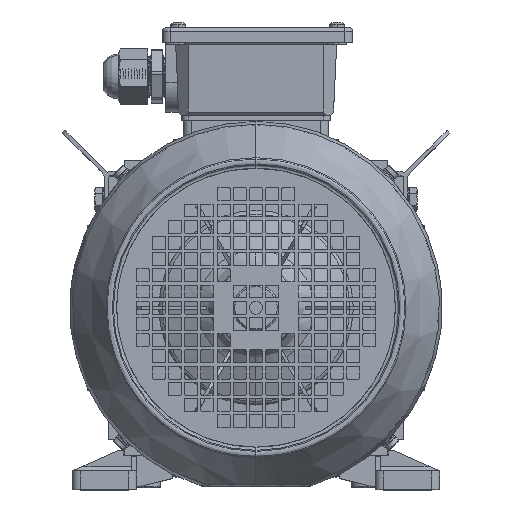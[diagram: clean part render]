
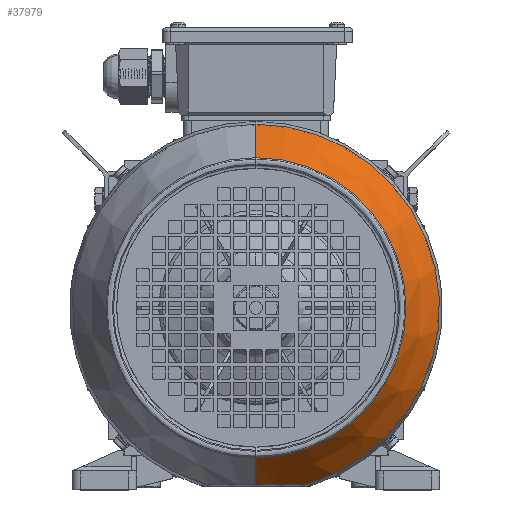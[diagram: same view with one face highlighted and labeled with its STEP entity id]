
A CAD part, top view. The second image highlights one B-rep face of the part: STEP entity #37979.
In plain terms, the highlighted conical face has half-angle 30 degrees and reference radius 113.258 mm.
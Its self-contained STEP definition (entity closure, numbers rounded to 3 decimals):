
#1661 = EDGE_CURVE ( 'NONE', #149482, #66985, #44915, .T. ) ;
#3995 = EDGE_CURVE ( 'NONE', #90426, #128536, #131718, .T. ) ;
#4036 = VERTEX_POINT ( 'NONE', #37293 ) ;
#7835 = ORIENTED_EDGE ( 'NONE', *, *, #3995, .T. ) ;
#7982 = DIRECTION ( 'NONE',  ( 0., -1., 0. ) ) ;
#12065 = AXIS2_PLACEMENT_3D ( 'NONE', #82712, #16963, #7982 ) ;
#12312 = CARTESIAN_POINT ( 'NONE',  ( 2.217, -127.048, 376.432 ) ) ;
#12853 = CARTESIAN_POINT ( 'NONE',  ( 9.387, -127.011, 374.804 ) ) ;
#13627 = LINE ( 'NONE', #145066, #114811 ) ;
#14446 = AXIS2_PLACEMENT_3D ( 'NONE', #142799, #155514, #54872 ) ;
#16963 = DIRECTION ( 'NONE',  ( 0., 0., 1. ) ) ;
#23978 = EDGE_CURVE ( 'NONE', #128536, #66985, #82322, .T. ) ;
#23994 = CARTESIAN_POINT ( 'NONE',  ( -1.939, -127.065, 377.134 ) ) ;
#24534 = CARTESIAN_POINT ( 'NONE',  ( 19.257, -126.923, 370.925 ) ) ;
#37293 = CARTESIAN_POINT ( 'NONE',  ( -10.884, -110.347, 406.709 ) ) ;
#37979 = ADVANCED_FACE ( 'NONE', ( #47727 ), #130937, .T. ) ;
#44915 = LINE ( 'NONE', #99628, #102562 ) ;
#47727 = FACE_OUTER_BOUND ( 'NONE', #160925, .T. ) ;
#49167 = DIRECTION ( 'NONE',  ( 0., -1., 0. ) ) ;
#49415 = CARTESIAN_POINT ( 'NONE',  ( -10.884, -127.079, 377.729 ) ) ;
#50476 = CARTESIAN_POINT ( 'NONE',  ( -10.884, -127.079, 377.729 ) ) ;
#51850 = ORIENTED_EDGE ( 'NONE', *, *, #1661, .F. ) ;
#54061 = EDGE_CURVE ( 'NONE', #149482, #4036, #59516, .T. ) ;
#54872 = DIRECTION ( 'NONE',  ( 0., -1., 0. ) ) ;
#59516 = CIRCLE ( 'NONE', #109962, 92.598 ) ;
#61195 = CARTESIAN_POINT ( 'NONE',  ( -10.884, 74.849, 406.709 ) ) ;
#61595 = CARTESIAN_POINT ( 'NONE',  ( 4.301, -127.038, 375.982 ) ) ;
#61933 = CARTESIAN_POINT ( 'NONE',  ( -10.884, -17.749, 406.709 ) ) ;
#63206 = CARTESIAN_POINT ( 'NONE',  ( 4.381, -127.038, 375.963 ) ) ;
#63752 = CARTESIAN_POINT ( 'NONE',  ( -0.661, -127.06, 376.948 ) ) ;
#66985 = VERTEX_POINT ( 'NONE', #109100 ) ;
#67219 = CARTESIAN_POINT ( 'NONE',  ( 19.257, -126.923, 370.925 ) ) ;
#68758 = DIRECTION ( 'NONE',  ( 0., -0.5, -0.866 ) ) ;
#73766 = CARTESIAN_POINT ( 'NONE',  ( 1.257, -127.053, 376.614 ) ) ;
#82322 = CIRCLE ( 'NONE', #12065, 113.258 ) ;
#82712 = CARTESIAN_POINT ( 'NONE',  ( -10.884, -17.749, 370.925 ) ) ;
#83320 = EDGE_CURVE ( 'NONE', #4036, #90426, #13627, .T. ) ;
#85681 = DIRECTION ( 'NONE',  ( 0., 0., -1. ) ) ;
#90426 = VERTEX_POINT ( 'NONE', #49415 ) ;
#92450 = ORIENTED_EDGE ( 'NONE', *, *, #83320, .T. ) ;
#99628 = CARTESIAN_POINT ( 'NONE',  ( -10.884, 95.509, 370.925 ) ) ;
#101257 = DIRECTION ( 'NONE',  ( 0., 0.5, -0.866 ) ) ;
#102562 = VECTOR ( 'NONE', #101257, 1000. ) ;
#109100 = CARTESIAN_POINT ( 'NONE',  ( -10.884, 95.509, 370.925 ) ) ;
#109962 = AXIS2_PLACEMENT_3D ( 'NONE', #61933, #85681, #49167 ) ;
#111929 = CARTESIAN_POINT ( 'NONE',  ( 3.339, -127.043, 376.197 ) ) ;
#113038 = CARTESIAN_POINT ( 'NONE',  ( 4.423, -127.037, 375.953 ) ) ;
#113594 = CARTESIAN_POINT ( 'NONE',  ( 4.181, -127.039, 376.009 ) ) ;
#114811 = VECTOR ( 'NONE', #68758, 1000. ) ;
#126856 = CARTESIAN_POINT ( 'NONE',  ( 14.295, -126.972, 373.131 ) ) ;
#128536 = VERTEX_POINT ( 'NONE', #67219 ) ;
#130937 = CONICAL_SURFACE ( 'NONE', #14446, 113.258, 0.524 ) ;
#131718 = B_SPLINE_CURVE_WITH_KNOTS ( 'NONE', 3,
 ( #50476, #138947, #162730, #23994, #63752, #73766, #12312, #111929, #151686, #113594, #61595, #63206, #113038, #12853, #126856, #24534 ),
 .UNSPECIFIED., .F., .F.,
 ( 4, 2, 2, 1, 1, 1, 1, 2, 2, 4 ),
 ( 0.5, 0.625, 0.688, 0.719, 0.735, 0.742, 0.746, 0.748, 0.75, 1. ),
 .UNSPECIFIED. ) ;
#134346 = ORIENTED_EDGE ( 'NONE', *, *, #23978, .T. ) ;
#138947 = CARTESIAN_POINT ( 'NONE',  ( -8.322, -127.079, 377.729 ) ) ;
#142799 = CARTESIAN_POINT ( 'NONE',  ( -10.884, -17.749, 370.925 ) ) ;
#145066 = CARTESIAN_POINT ( 'NONE',  ( -10.884, -131.007, 370.925 ) ) ;
#145585 = ORIENTED_EDGE ( 'NONE', *, *, #54061, .T. ) ;
#149482 = VERTEX_POINT ( 'NONE', #61195 ) ;
#151686 = CARTESIAN_POINT ( 'NONE',  ( 3.9, -127.04, 376.073 ) ) ;
#155514 = DIRECTION ( 'NONE',  ( 0., 0., -1. ) ) ;
#160925 = EDGE_LOOP ( 'NONE', ( #51850, #145585, #92450, #7835, #134346 ) ) ;
#162730 = CARTESIAN_POINT ( 'NONE',  ( -5.769, -127.075, 377.58 ) ) ;
